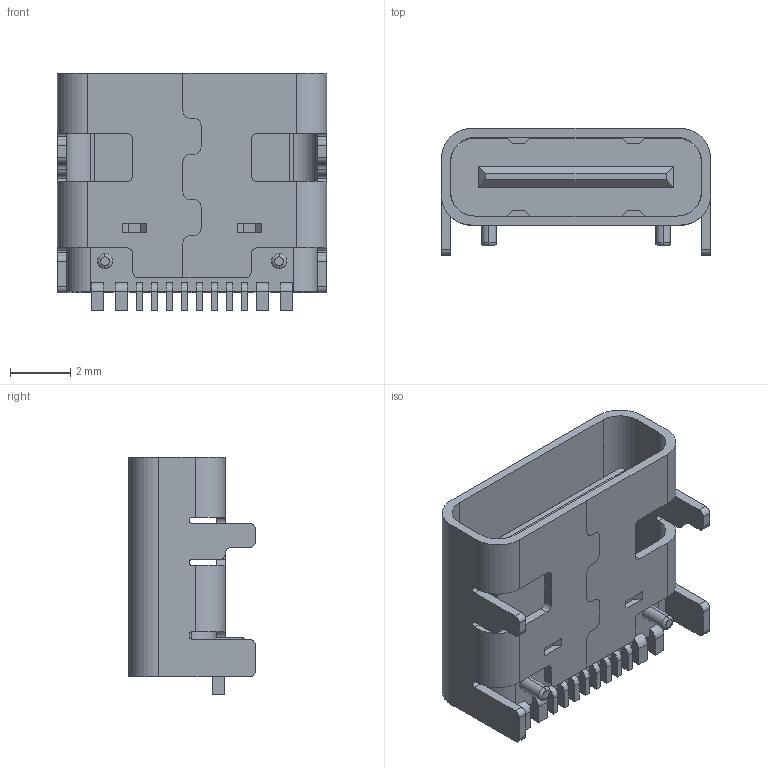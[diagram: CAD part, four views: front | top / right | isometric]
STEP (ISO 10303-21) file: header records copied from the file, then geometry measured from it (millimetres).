
FILE_DESCRIPTION (( 'STEP AP214' ), '1' );
FILE_NAME ('Type-C 16P.STEP', '2019-03-27T12:39:14', ( 'xiaotao' ), ( '' ), 'SwSTEP 2.0', 'SolidWorks 2010', '' );
FILE_SCHEMA (( 'AUTOMOTIVE_DESIGN' ));
Length unit declared in the file: millimetre
Products named in the file (1): Type-C 16P
Bounding box: 8.94 x 4.21 x 7.9 mm (x, y, z)
Volume: 102.3 mm3; surface area: 476 mm2
Topology: 1 solids, 1 shells, 266 faces, 790 edges, 530 vertices
Faces by surface type: plane 180, cylinder 82, torus 4
Entity records: 11958 total; most frequent: CARTESIAN_POINT 1659, ORIENTED_EDGE 1580, DIRECTION 1504, EDGE_CURVE 790, LINE 602, VECTOR 602, VERTEX_POINT 530, AXIS2_PLACEMENT_3D 451
